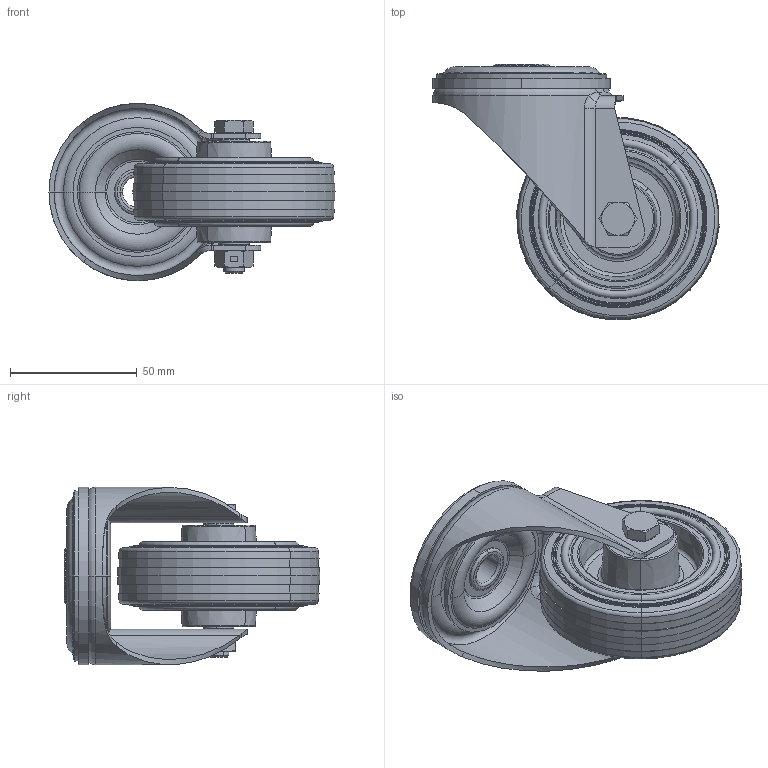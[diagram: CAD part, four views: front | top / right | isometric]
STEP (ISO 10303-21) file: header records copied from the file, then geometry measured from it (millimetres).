
FILE_DESCRIPTION (( 'STEP AP214' ), '1' );
FILE_NAME ('0056365.step', '2023-11-16T09:45:56', ( '' ), ( '' ), 'SwSTEP 2.0', 'SolidWorks 2020', '' );
FILE_SCHEMA (( 'AUTOMOTIVE_DESIGN' ));
Length unit declared in the file: millimetre
Products named in the file (1): 0056365
Bounding box: 112.87 x 100.87 x 70 mm (x, y, z)
Volume: 148673.1 mm3; surface area: 81376.2 mm2
Topology: 10 solids, 11 shells, 382 faces, 801 edges, 466 vertices
Faces by surface type: torus 106, cone 88, plane 87, cylinder 81, bspline 20
Entity records: 16502 total; most frequent: CARTESIAN_POINT 3915, DIRECTION 1888, ORIENTED_EDGE 1602, AXIS2_PLACEMENT_3D 835, EDGE_CURVE 801, CIRCLE 472, VERTEX_POINT 466, EDGE_LOOP 431
